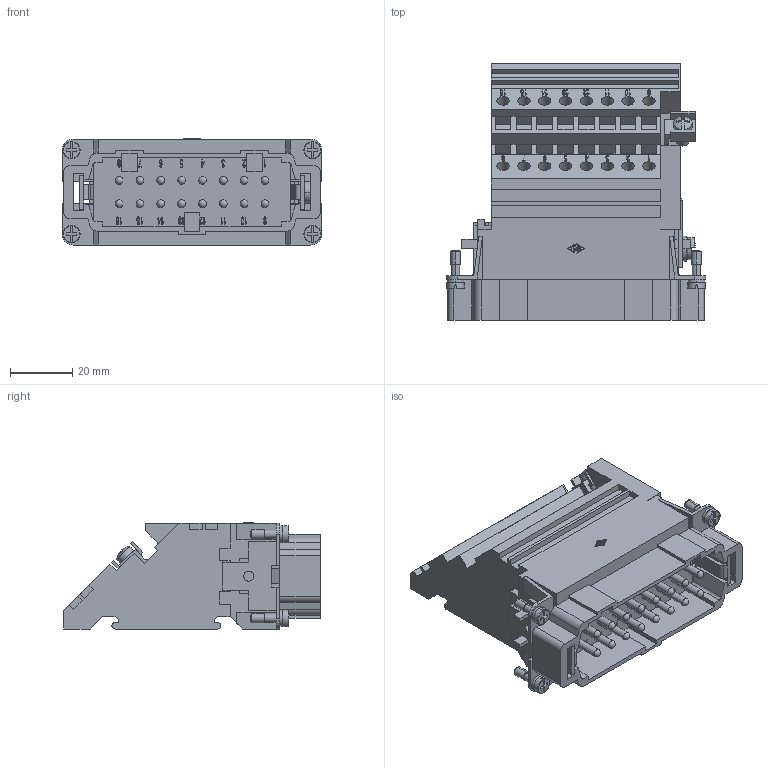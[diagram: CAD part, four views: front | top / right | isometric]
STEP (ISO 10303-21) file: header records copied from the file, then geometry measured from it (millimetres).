
FILE_DESCRIPTION((''),'2;1');
FILE_NAME('CTSEM 16 R.stp','2006-11-27T14:04:34',('gembarski'),(''),'Autodesk Inventor 7','Autodesk Inventor 7','');
FILE_SCHEMA(('AUTOMOTIVE_DESIGN { 1 0 10303 214 1 1 1 1 }'));
Length unit declared in the file: millimetre
Products named in the file (1): CTSEM 16 R
Bounding box: 83.5 x 82.5 x 34.1 mm (x, y, z)
Volume: 112243.2 mm3; surface area: 34696.7 mm2
Topology: 1 solids, 1 shells, 1403 faces, 3832 edges, 2484 vertices
Faces by surface type: plane 799, bspline 440, cylinder 134, sphere 22, cone 4, torus 4
Entity records: 45628 total; most frequent: CARTESIAN_POINT 12698, ORIENTED_EDGE 7536, DIRECTION 5455, EDGE_CURVE 3768, VECTOR 2729, LINE 2729, VERTEX_POINT 2452, EDGE_LOOP 1532
